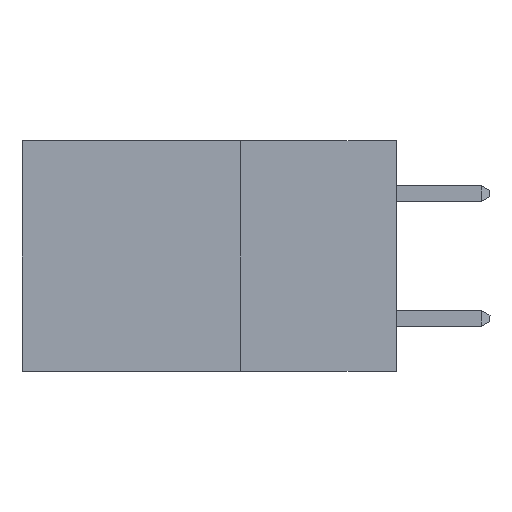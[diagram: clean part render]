
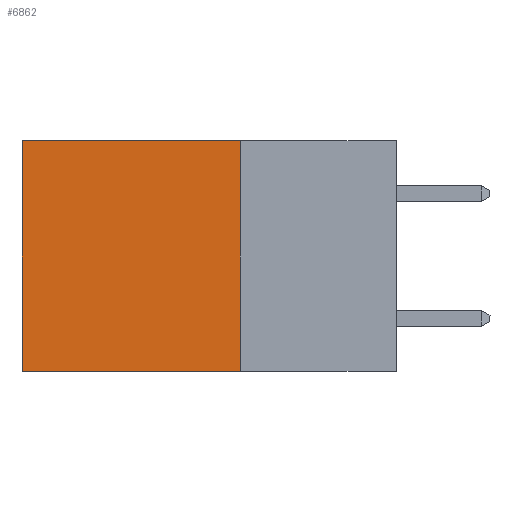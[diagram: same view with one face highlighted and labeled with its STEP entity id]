
A CAD part, left-side view. The second image highlights one B-rep face of the part: STEP entity #6862.
In plain terms, the highlighted planar face has unit normal (-1, 0, 0).
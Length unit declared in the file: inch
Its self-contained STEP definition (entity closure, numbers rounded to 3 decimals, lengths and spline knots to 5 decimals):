
#516 = PLANE ( 'NONE',  #6866 ) ;
#896 = EDGE_CURVE ( 'NONE', #4374, #2034, #8366, .T. ) ;
#1053 = VECTOR ( 'NONE', #8316, 39.37008 ) ;
#1263 = DIRECTION ( 'NONE',  ( 1., 0., 0. ) ) ;
#1528 = CARTESIAN_POINT ( 'NONE',  ( 0.2615, 0.25, -0.37 ) ) ;
#1828 = FACE_OUTER_BOUND ( 'NONE', #5577, .T. ) ;
#1926 = CARTESIAN_POINT ( 'NONE',  ( 0.2615, 0.25, -0.37 ) ) ;
#2034 = VERTEX_POINT ( 'NONE', #2217 ) ;
#2141 = CARTESIAN_POINT ( 'NONE',  ( 0.2615, 0.25, 0. ) ) ;
#2217 = CARTESIAN_POINT ( 'NONE',  ( 0.2615, 0.6, -0.37 ) ) ;
#2233 = VECTOR ( 'NONE', #7277, 39.37008 ) ;
#3214 = EDGE_CURVE ( 'NONE', #3347, #4374, #7108, .T. ) ;
#3219 = VECTOR ( 'NONE', #8232, 39.37008 ) ;
#3347 = VERTEX_POINT ( 'NONE', #6393 ) ;
#3360 = ORIENTED_EDGE ( 'NONE', *, *, #896, .F. ) ;
#3433 = ORIENTED_EDGE ( 'NONE', *, *, #3214, .F. ) ;
#3556 = ORIENTED_EDGE ( 'NONE', *, *, #6781, .T. ) ;
#3627 = ORIENTED_EDGE ( 'NONE', *, *, #4158, .T. ) ;
#4158 = EDGE_CURVE ( 'NONE', #3347, #6186, #5828, .T. ) ;
#4374 = VERTEX_POINT ( 'NONE', #1926 ) ;
#4464 = CARTESIAN_POINT ( 'NONE',  ( 0.2615, 0.6, -0.37 ) ) ;
#5213 = CARTESIAN_POINT ( 'NONE',  ( 0.2615, 0.25, -0.37 ) ) ;
#5577 = EDGE_LOOP ( 'NONE', ( #3556, #3360, #3433, #3627 ) ) ;
#5806 = DIRECTION ( 'NONE',  ( 0., 1., 0. ) ) ;
#5828 = LINE ( 'NONE', #2141, #7090 ) ;
#5851 = DIRECTION ( 'NONE',  ( 0., 0., -1. ) ) ;
#5890 = LINE ( 'NONE', #4464, #1053 ) ;
#6155 = CARTESIAN_POINT ( 'NONE',  ( 0.2615, 0.6, 0. ) ) ;
#6186 = VERTEX_POINT ( 'NONE', #6155 ) ;
#6393 = CARTESIAN_POINT ( 'NONE',  ( 0.2615, 0.25, 0. ) ) ;
#6781 = EDGE_CURVE ( 'NONE', #6186, #2034, #5890, .T. ) ;
#6862 = ADVANCED_FACE ( 'NONE', ( #1828 ), #516, .F. ) ;
#6866 = AXIS2_PLACEMENT_3D ( 'NONE', #5213, #1263, #5851 ) ;
#7090 = VECTOR ( 'NONE', #5806, 39.37008 ) ;
#7108 = LINE ( 'NONE', #8394, #2233 ) ;
#7277 = DIRECTION ( 'NONE',  ( 0., 0., -1. ) ) ;
#8232 = DIRECTION ( 'NONE',  ( 0., 1., 0. ) ) ;
#8316 = DIRECTION ( 'NONE',  ( 0., 0., -1. ) ) ;
#8366 = LINE ( 'NONE', #1528, #3219 ) ;
#8394 = CARTESIAN_POINT ( 'NONE',  ( 0.2615, 0.25, -0.37 ) ) ;
